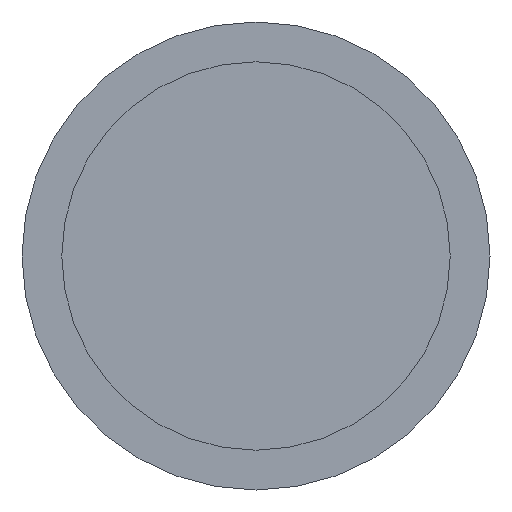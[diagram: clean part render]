
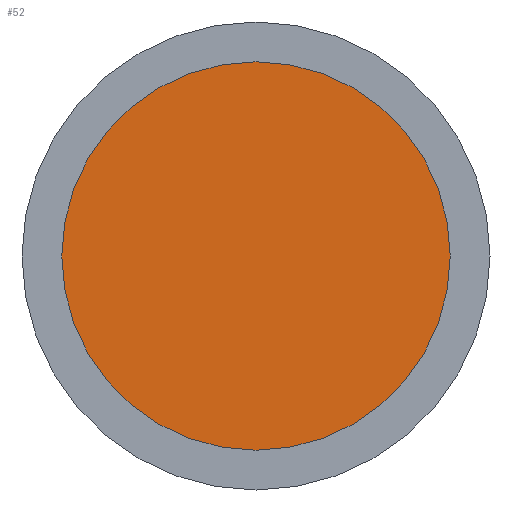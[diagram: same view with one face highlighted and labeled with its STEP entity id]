
A CAD part, front view. The second image highlights one B-rep face of the part: STEP entity #52.
In plain terms, the highlighted planar face has unit normal (0, -1, 0).
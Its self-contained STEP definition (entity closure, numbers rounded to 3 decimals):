
#52 = ADVANCED_FACE( '', ( #119 ), #120, .F. );
#119 = FACE_OUTER_BOUND( '', #240, .T. );
#120 = PLANE( '', #241 );
#240 = EDGE_LOOP( '', ( #324 ) );
#241 = AXIS2_PLACEMENT_3D( '', #325, #326, #327 );
#324 = ORIENTED_EDGE( '', *, *, #467, .T. );
#325 = CARTESIAN_POINT( '', ( 20.75, -3., 0. ) );
#326 = DIRECTION( '', ( 0., 1., 0. ) );
#327 = DIRECTION( '', ( 0., 0., 1. ) );
#467 = EDGE_CURVE( '', #527, #527, #528, .T. );
#527 = VERTEX_POINT( '', #607 );
#528 = CIRCLE( '', #608, 20.75 );
#607 = CARTESIAN_POINT( '', ( 0., -3., -20.75 ) );
#608 = AXIS2_PLACEMENT_3D( '', #707, #708, #709 );
#707 = CARTESIAN_POINT( '', ( 0., -3., 0. ) );
#708 = DIRECTION( '', ( 0., -1., 0. ) );
#709 = DIRECTION( '', ( 0., 0., -1. ) );
